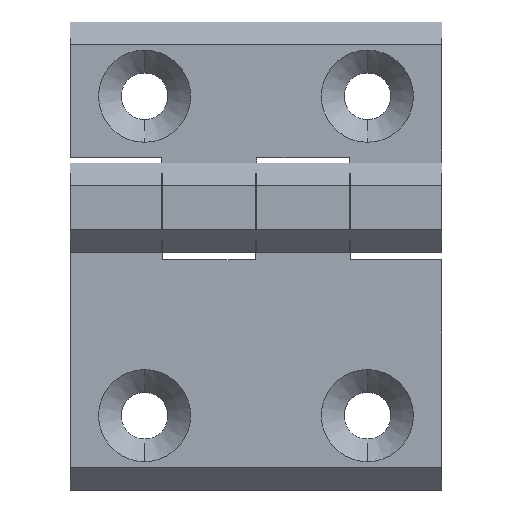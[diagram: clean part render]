
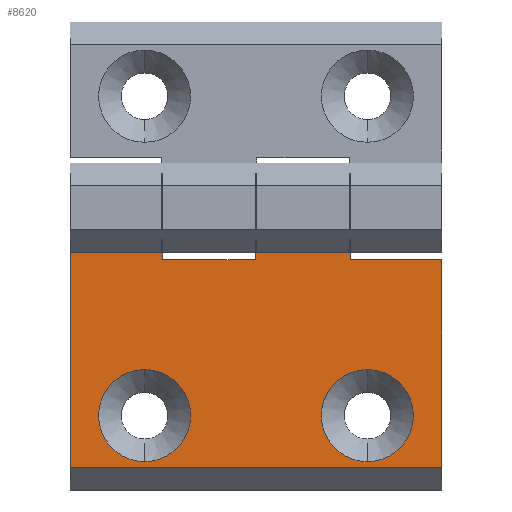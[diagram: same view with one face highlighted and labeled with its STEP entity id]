
A CAD part, top view. The second image highlights one B-rep face of the part: STEP entity #8620.
In plain terms, the highlighted face is planar.
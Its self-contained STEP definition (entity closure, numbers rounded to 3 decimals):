
#100=CARTESIAN_POINT('',(-35.,0.,25.));
#110=VERTEX_POINT('',#100);
#930=CARTESIAN_POINT('',(-6.,0.,25.));
#940=VERTEX_POINT('',#930);
#970=CARTESIAN_POINT('',(-6.,0.,25.));
#980=DIRECTION('',(-1.,0.,0.));
#990=VECTOR('',#980,29.);
#1000=LINE('',#970,#990);
#1010=EDGE_CURVE('',#940,#110,#1000,.T.);
#1320=CARTESIAN_POINT('',(-21.8,0.,15.));
#1330=VERTEX_POINT('',#1320);
#1490=CARTESIAN_POINT('',(-34.2,0.,15.));
#1500=VERTEX_POINT('',#1490);
#1530=CARTESIAN_POINT('',(-28.,0.,15.));
#1540=DIRECTION('',(0.,1.,0.));
#1550=DIRECTION('',(1.,0.,0.));
#1560=AXIS2_PLACEMENT_3D('',#1530,#1540,#1550);
#1570=CIRCLE('',#1560,6.2);
#1580=EDGE_CURVE('',#1500,#1330,#1570,.T.);
#2150=CARTESIAN_POINT('',(-6.,0.,-12.7));
#2160=VERTEX_POINT('',#2150);
#2190=CARTESIAN_POINT('',(-6.,0.,0.1));
#2200=DIRECTION('',(0.,0.,-1.));
#2210=VECTOR('',#2200,12.8);
#2220=LINE('',#2190,#2210);
#2230=CARTESIAN_POINT('',(-6.,0.,0.1));
#2240=VERTEX_POINT('',#2230);
#2250=EDGE_CURVE('',#2240,#2160,#2220,.T.);
#2470=CARTESIAN_POINT('',(-21.8,0.,-15.));
#2480=VERTEX_POINT('',#2470);
#2640=CARTESIAN_POINT('',(-34.2,0.,-15.));
#2650=VERTEX_POINT('',#2640);
#2680=CARTESIAN_POINT('',(-28.,0.,-15.));
#2690=DIRECTION('',(0.,1.,0.));
#2700=DIRECTION('',(1.,0.,0.));
#2710=AXIS2_PLACEMENT_3D('',#2680,#2690,#2700);
#2720=CIRCLE('',#2710,6.2);
#2730=EDGE_CURVE('',#2650,#2480,#2720,.T.);
#3220=CARTESIAN_POINT('',(-7.,0.,12.6));
#3230=VERTEX_POINT('',#3220);
#3380=CARTESIAN_POINT('',(-7.,0.,0.1));
#3390=VERTEX_POINT('',#3380);
#3420=CARTESIAN_POINT('',(-7.,0.,0.1));
#3430=DIRECTION('',(0.,0.,1.));
#3440=VECTOR('',#3430,12.5);
#3450=LINE('',#3420,#3440);
#3460=EDGE_CURVE('',#3390,#3230,#3450,.T.);
#3600=CARTESIAN_POINT('',(-6.,0.,12.6));
#3610=VERTEX_POINT('',#3600);
#4300=CARTESIAN_POINT('',(-7.,0.,12.6));
#4310=DIRECTION('',(1.,0.,0.));
#4320=VECTOR('',#4310,1.);
#4330=LINE('',#4300,#4320);
#4340=EDGE_CURVE('',#3230,#3610,#4330,.T.);
#5240=CARTESIAN_POINT('',(-6.,0.,0.1));
#5250=DIRECTION('',(-1.,0.,0.));
#5260=VECTOR('',#5250,1.);
#5270=LINE('',#5240,#5260);
#5280=EDGE_CURVE('',#2240,#3390,#5270,.T.);
#6230=CARTESIAN_POINT('',(-7.,0.,-12.7));
#6240=VERTEX_POINT('',#6230);
#6270=CARTESIAN_POINT('',(-7.,0.,-12.7));
#6280=DIRECTION('',(1.,0.,0.));
#6290=VECTOR('',#6280,1.);
#6300=LINE('',#6270,#6290);
#6310=EDGE_CURVE('',#6240,#2160,#6300,.T.);
#6690=CARTESIAN_POINT('',(-7.,0.,-25.));
#6700=VERTEX_POINT('',#6690);
#6730=CARTESIAN_POINT('',(-7.,0.,-25.));
#6740=DIRECTION('',(0.,0.,1.));
#6750=VECTOR('',#6740,12.3);
#6760=LINE('',#6730,#6750);
#6770=EDGE_CURVE('',#6700,#6240,#6760,.T.);
#7940=CARTESIAN_POINT('',(-6.,0.,25.));
#7950=DIRECTION('',(0.,0.,-1.));
#7960=VECTOR('',#7950,12.4);
#7970=LINE('',#7940,#7960);
#7980=EDGE_CURVE('',#940,#3610,#7970,.T.);
#8230=CARTESIAN_POINT('',(-6.,0.,0.));
#8240=DIRECTION('',(0.,-1.,0.));
#8250=DIRECTION('',(0.,0.,-1.));
#8260=AXIS2_PLACEMENT_3D('',#8230,#8240,#8250);
#8270=PLANE('',#8260);
#8280=ORIENTED_EDGE('',*,*,#2250,.F.);
#8290=ORIENTED_EDGE('',*,*,#6310,.T.);
#8300=ORIENTED_EDGE('',*,*,#6770,.T.);
#8310=CARTESIAN_POINT('',(-35.,0.,-25.));
#8320=DIRECTION('',(1.,0.,0.));
#8330=VECTOR('',#8320,28.);
#8340=LINE('',#8310,#8330);
#8350=CARTESIAN_POINT('',(-35.,0.,-25.));
#8360=VERTEX_POINT('',#8350);
#8370=EDGE_CURVE('',#8360,#6700,#8340,.T.);
#8380=ORIENTED_EDGE('',*,*,#8370,.T.);
#8390=CARTESIAN_POINT('',(-35.,0.,-25.));
#8400=DIRECTION('',(0.,0.,1.));
#8410=VECTOR('',#8400,50.);
#8420=LINE('',#8390,#8410);
#8430=EDGE_CURVE('',#8360,#110,#8420,.T.);
#8440=ORIENTED_EDGE('',*,*,#8430,.F.);
#8450=ORIENTED_EDGE('',*,*,#1010,.T.);
#8460=ORIENTED_EDGE('',*,*,#7980,.F.);
#8470=ORIENTED_EDGE('',*,*,#4340,.T.);
#8480=ORIENTED_EDGE('',*,*,#3460,.T.);
#8490=ORIENTED_EDGE('',*,*,#5280,.T.);
#8500=EDGE_LOOP('',(#8490,#8480,#8470,#8460,#8450,#8440,#8380,#8300,
#8290,#8280));
#8510=FACE_OUTER_BOUND('',#8500,.T.);
#8520=EDGE_CURVE('',#1330,#1500,#1570,.T.);
#8530=ORIENTED_EDGE('',*,*,#8520,.T.);
#8540=ORIENTED_EDGE('',*,*,#1580,.T.);
#8550=EDGE_LOOP('',(#8540,#8530));
#8560=FACE_BOUND('',#8550,.T.);
#8570=EDGE_CURVE('',#2480,#2650,#2720,.T.);
#8580=ORIENTED_EDGE('',*,*,#8570,.T.);
#8590=ORIENTED_EDGE('',*,*,#2730,.T.);
#8600=EDGE_LOOP('',(#8590,#8580));
#8610=FACE_BOUND('',#8600,.T.);
#8620=ADVANCED_FACE('',(#8510,#8560,#8610),#8270,.T.);
